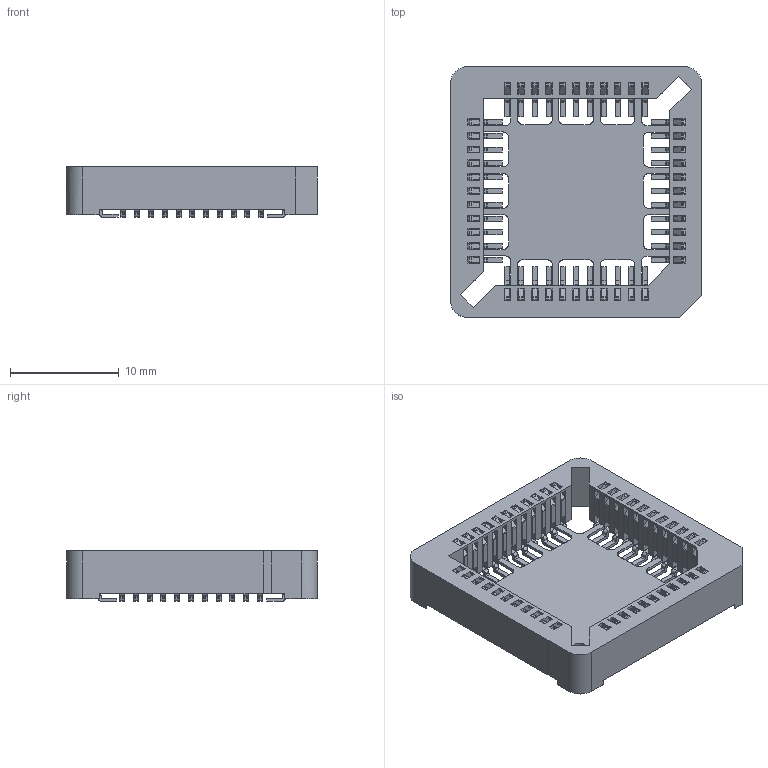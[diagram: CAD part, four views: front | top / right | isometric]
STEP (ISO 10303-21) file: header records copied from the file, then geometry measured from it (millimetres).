
FILE_DESCRIPTION(/* description */ (''),/* implementation_level */ '2;1');
FILE_NAME(/* name */ '8444-21b1-01',/* time_stamp */ '2006-03-08T09:08:26-06:00',/* author */ (''),/* organization */ (''),/* preprocessor_version */ 'ST-DEVELOPER v9',/* originating_system */ 'UGS - NX 3.0',/* authorisation */ '');
FILE_SCHEMA (('CONFIG_CONTROL_DESIGN'));
Products named in the file (1): a0p79987tary
Bounding box: 23.11 x 23.09 x 4.65 mm (x, y, z)
Volume: 854.5 mm3; surface area: 2480.2 mm2
Topology: 1 solids, 1 shells, 1426 faces, 4453 edges, 2968 vertices
Faces by surface type: plane 999, cylinder 427
Entity records: 53182 total; most frequent: CARTESIAN_POINT 22207, ORIENTED_EDGE 8906, EDGE_CURVE 4453, B_SPLINE_CURVE_WITH_KNOTS 4453, VERTEX_POINT 2968, DIRECTION 2854, EDGE_LOOP 1485, AXIS2_PLACEMENT_3D 1427
